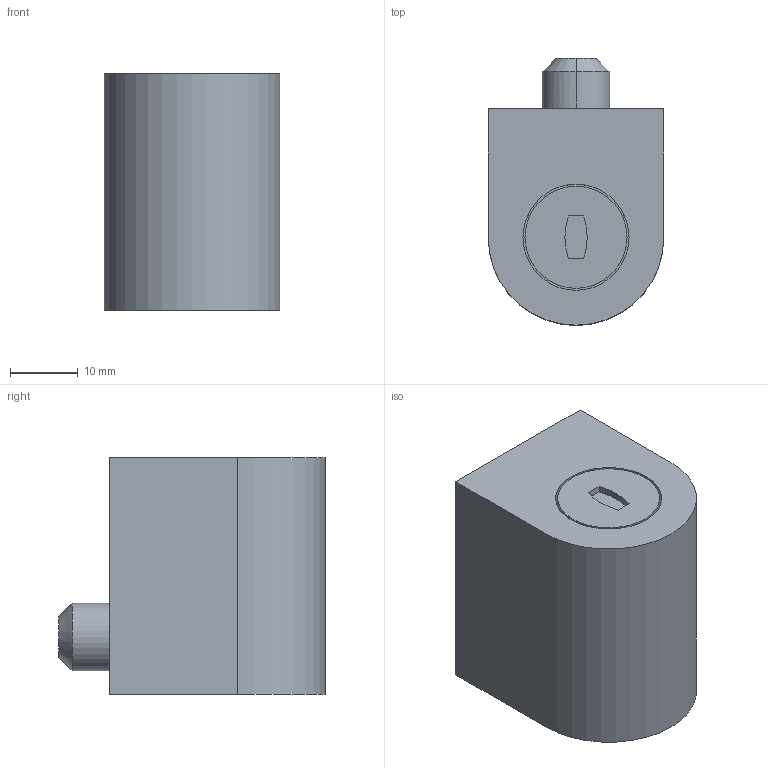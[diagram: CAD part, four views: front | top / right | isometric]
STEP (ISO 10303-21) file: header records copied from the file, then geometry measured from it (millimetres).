
FILE_DESCRIPTION (( 'STEP AP203' ), '1' );
FILE_NAME ('C-65-A-1.STEP', '2022-10-13T01:09:11', ( '' ), ( '' ), 'SwSTEP 2.0', 'SolidWorks 2021', '' );
FILE_SCHEMA (( 'CONFIG_CONTROL_DESIGN' ));
Length unit declared in the file: millimetre
Products named in the file (6): C-65-A-1_body_; C-65-A_latch__C-65-A-1; C-65-A-1_cross-recessed flat head screw_ver1.04__M4x8十字穴付皿小ねじ(鉄); C-65-A-1_cover_; C-65-A-1_R0220_; C-65-A-1
Assembly tree (6 placements, depth 2):
  C-65-A-1
    C-65-A-1_body_
    C-65-A-1_cover_
    C-65-A_latch__C-65-A-1
    C-65-A-1_R0220_
    C-65-A-1_cross-recessed flat head screw_ver1.04__M4x8十字穴付皿小ねじ(鉄)  x2
Bounding box: 26 x 39.5 x 35 mm (x, y, z)
Volume: 15940.4 mm3; surface area: 12688.9 mm2
Topology: 6 solids, 6 shells, 162 faces, 400 edges, 252 vertices
Faces by surface type: plane 100, cylinder 44, cone 18
Entity records: 4660 total; most frequent: CARTESIAN_POINT 768, DIRECTION 696, ORIENTED_EDGE 656, EDGE_CURVE 328, AXIS2_PLACEMENT_3D 238, LINE 220, VECTOR 220, VERTEX_POINT 210
